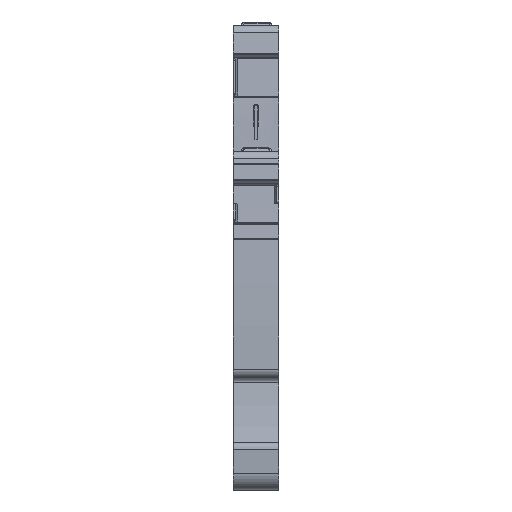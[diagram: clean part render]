
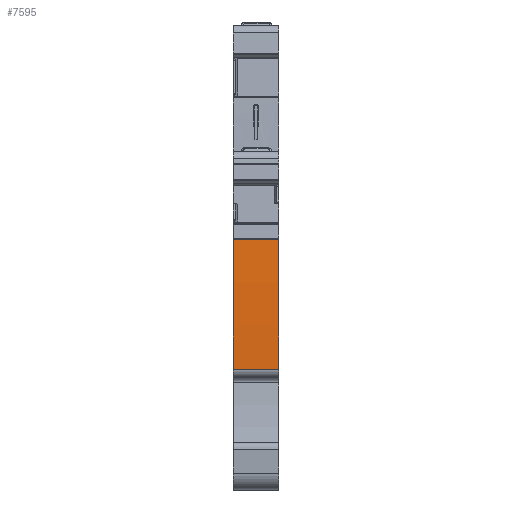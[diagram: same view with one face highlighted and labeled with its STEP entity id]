
A CAD part, front view. The second image highlights one B-rep face of the part: STEP entity #7595.
In plain terms, the highlighted cylindrical face has radius 154.9 mm (diameter 309.8 mm), a partial arc.
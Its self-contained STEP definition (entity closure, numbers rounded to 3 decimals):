
#1616=AXIS2_PLACEMENT_3D('Circle Axis2P3D',#1614,#1615,$) ;
#5087=AXIS2_PLACEMENT_3D('Circle Axis2P3D',#5085,#5086,$) ;
#7009=AXIS2_PLACEMENT_3D('Cylinder Axis2P3D',#7006,#7007,#7008) ;
#1611=CARTESIAN_POINT('Vertex',(5.1,0.869,27.819)) ;
#1614=CARTESIAN_POINT('Axis2P3D Location',(5.1,155.394,17.05)) ;
#1618=CARTESIAN_POINT('Vertex',(5.1,0.536,13.427)) ;
#5082=CARTESIAN_POINT('Vertex',(0.,0.536,13.427)) ;
#5085=CARTESIAN_POINT('Axis2P3D Location',(0.,155.394,17.05)) ;
#5089=CARTESIAN_POINT('Vertex',(0.,0.869,27.819)) ;
#7006=CARTESIAN_POINT('Axis2P3D Location',(2.55,155.394,17.05)) ;
#7571=CARTESIAN_POINT('Line Origine',(2.55,0.869,27.819)) ;
#7584=CARTESIAN_POINT('Line Origine',(2.55,0.536,13.427)) ;
#1615=DIRECTION('Axis2P3D Direction',(1.,0.,0.)) ;
#5086=DIRECTION('Axis2P3D Direction',(1.,0.,0.)) ;
#7007=DIRECTION('Axis2P3D Direction',(1.,0.,0.)) ;
#7008=DIRECTION('Axis2P3D XDirection',(0.,-0.992,0.127)) ;
#7572=DIRECTION('Vector Direction',(1.,0.,0.)) ;
#7585=DIRECTION('Vector Direction',(1.,0.,0.)) ;
#7573=VECTOR('Line Direction',#7572,1.) ;
#7586=VECTOR('Line Direction',#7585,1.) ;
#7590=ORIENTED_EDGE('',*,*,#5091,.T.) ;
#7591=ORIENTED_EDGE('',*,*,#7588,.T.) ;
#7592=ORIENTED_EDGE('',*,*,#1620,.F.) ;
#7593=ORIENTED_EDGE('',*,*,#7575,.F.) ;
#7595=ADVANCED_FACE('PartBody',(#7594),#7010,.T.) ;
#1617=CIRCLE('generated circle',#1616,154.9) ;
#5088=CIRCLE('generated circle',#5087,154.9) ;
#7010=CYLINDRICAL_SURFACE('generated cylinder',#7009,154.9) ;
#1620=EDGE_CURVE('',#1612,#1619,#1617,.T.) ;
#5091=EDGE_CURVE('',#5090,#5083,#5088,.T.) ;
#7575=EDGE_CURVE('',#5090,#1612,#7574,.T.) ;
#7588=EDGE_CURVE('',#5083,#1619,#7587,.T.) ;
#7589=EDGE_LOOP('',(#7590,#7591,#7592,#7593)) ;
#7594=FACE_OUTER_BOUND('',#7589,.T.) ;
#7574=LINE('Line',#7571,#7573) ;
#7587=LINE('Line',#7584,#7586) ;
#1612=VERTEX_POINT('',#1611) ;
#1619=VERTEX_POINT('',#1618) ;
#5083=VERTEX_POINT('',#5082) ;
#5090=VERTEX_POINT('',#5089) ;
